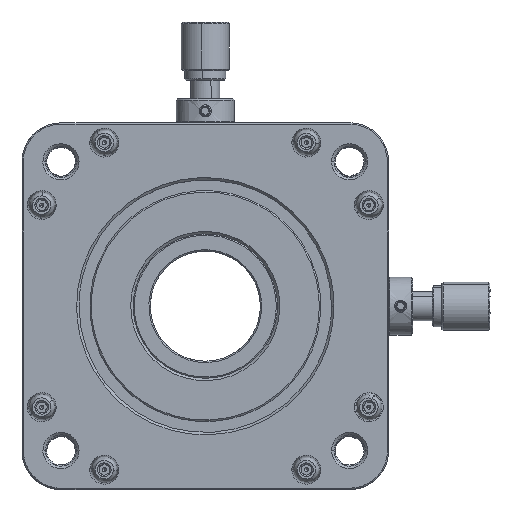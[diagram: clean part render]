
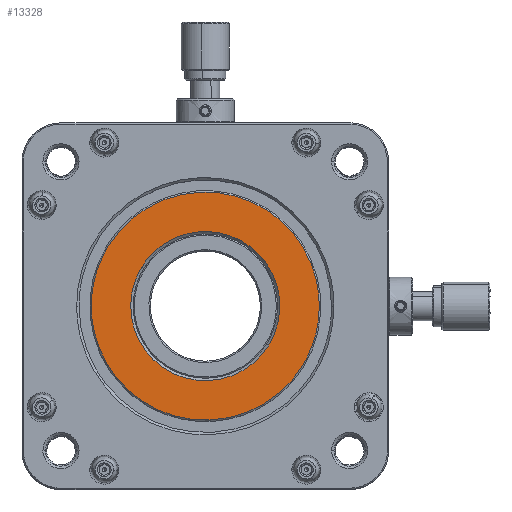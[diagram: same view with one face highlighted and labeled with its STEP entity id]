
A CAD part, top view. The second image highlights one B-rep face of the part: STEP entity #13328.
In plain terms, the highlighted free-form (B-spline) face has degree [1, 1] with [2, 2] control points.
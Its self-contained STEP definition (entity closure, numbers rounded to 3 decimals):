
#610 = CARTESIAN_POINT ( 'NONE',  ( 2.916, 34.536, 18.5 ) ) ;
#1265 = CARTESIAN_POINT ( 'NONE',  ( -13.231, 8.073, 18.5 ) ) ;
#1321 = CARTESIAN_POINT ( 'NONE',  ( -14.492, -5.593, 18.5 ) ) ;
#1357 = ORIENTED_EDGE ( 'NONE', *, *, #15630, .F. ) ;
#1455 = CARTESIAN_POINT ( 'NONE',  ( -13.761, 7.205, 18.5 ) ) ;
#1695 = B_SPLINE_SURFACE_WITH_KNOTS ( 'NONE', 1, 1, ( 
 ( #13530, #11500 ),
 ( #15689, #17712 ) ),
 .UNSPECIFIED., .F., .F., .F.,
 ( 2, 2 ),
 ( 2, 2 ),
 ( 0., 1. ),
 ( 0., 1. ),
 .UNSPECIFIED. ) ;
#2001 = CARTESIAN_POINT ( 'NONE',  ( -20.231, 12.345, 18.5 ) ) ;
#2455 = EDGE_CURVE ( 'NONE', #16387, #21062, #22382, .T. ) ;
#2890 = CARTESIAN_POINT ( 'NONE',  ( 13.231, -8.073, 18.5 ) ) ;
#2933 = ORIENTED_EDGE ( 'NONE', *, *, #22966, .T. ) ;
#3500 = CARTESIAN_POINT ( 'NONE',  ( -13.636, -7.44, 18.5 ) ) ;
#3628 = CARTESIAN_POINT ( 'NONE',  ( 7.44, -13.636, 18.5 ) ) ;
#4901 = VERTEX_POINT ( 'NONE', #19590 ) ;
#5121 = EDGE_CURVE ( 'NONE', #21062, #16387, #7936, .T. ) ;
#5214 = CARTESIAN_POINT ( 'NONE',  ( -14.202, 6.293, 18.5 ) ) ;
#5326 = EDGE_LOOP ( 'NONE', ( #1357, #2933 ) ) ;
#5484 = CARTESIAN_POINT ( 'NONE',  ( -8.942, -12.701, 18.5 ) ) ;
#5624 = CARTESIAN_POINT ( 'NONE',  ( -11.923, -9.957, 18.5 ) ) ;
#5686 = FACE_OUTER_BOUND ( 'NONE', #14624, .T. ) ;
#7655 = CARTESIAN_POINT ( 'NONE',  ( 4.636, -14.825, 18.5 ) ) ;
#7917 = VERTEX_POINT ( 'NONE', #1265 ) ;
#7936 =( BOUNDED_CURVE ( )  B_SPLINE_CURVE ( 3, ( #20678, #8736, #17008, #10376 ),
 .UNSPECIFIED., .F., .F. ) 
 B_SPLINE_CURVE_WITH_KNOTS ( ( 4, 4 ),
 ( 0., 1. ),
 .UNSPECIFIED. ) 
 CURVE ( )  GEOMETRIC_REPRESENTATION_ITEM ( )  RATIONAL_B_SPLINE_CURVE ( ( 1., 0.333, 0.333, 1. ) ) 
 REPRESENTATION_ITEM ( '' )  );
#7975 = CARTESIAN_POINT ( 'NONE',  ( 20.231, -12.345, 18.5 ) ) ;
#8671 = CARTESIAN_POINT ( 'NONE',  ( 29.378, 18.389, 18.5 ) ) ;
#8736 = CARTESIAN_POINT ( 'NONE',  ( -4.458, -52.807, 18.5 ) ) ;
#9261 = CARTESIAN_POINT ( 'NONE',  ( 9.957, -11.923, 18.5 ) ) ;
#9662 = CARTESIAN_POINT ( 'NONE',  ( -13.122, -8.312, 18.5 ) ) ;
#9692 = ORIENTED_EDGE ( 'NONE', *, *, #5121, .F. ) ;
#10376 = CARTESIAN_POINT ( 'NONE',  ( -20.231, 12.345, 18.5 ) ) ;
#11500 = CARTESIAN_POINT ( 'NONE',  ( 32.967, 7.981, 18.5 ) ) ;
#11574 = CARTESIAN_POINT ( 'NONE',  ( -7.205, -13.761, 18.5 ) ) ;
#11709 = CARTESIAN_POINT ( 'NONE',  ( -14.825, -4.636, 18.5 ) ) ;
#11843 = CARTESIAN_POINT ( 'NONE',  ( 8.312, -13.122, 18.5 ) ) ;
#12891 = CARTESIAN_POINT ( 'NONE',  ( -13.231, 8.073, 18.5 ) ) ;
#13328 = ADVANCED_FACE ( 'NONE', ( #23789, #5686 ), #1695, .T. ) ;
#13530 = CARTESIAN_POINT ( 'NONE',  ( -7.981, 32.967, 18.5 ) ) ;
#13601 = CARTESIAN_POINT ( 'NONE',  ( -6.293, -14.202, 18.5 ) ) ;
#13739 = CARTESIAN_POINT ( 'NONE',  ( -1.39, -15.471, 18.5 ) ) ;
#14013 = CARTESIAN_POINT ( 'NONE',  ( -0.379, -15.529, 18.5 ) ) ;
#14624 = EDGE_LOOP ( 'NONE', ( #17179, #9692 ) ) ;
#15627 = CARTESIAN_POINT ( 'NONE',  ( -15.529, 0.379, 18.5 ) ) ;
#15630 = EDGE_CURVE ( 'NONE', #4901, #7917, #26189, .T. ) ;
#15689 = CARTESIAN_POINT ( 'NONE',  ( -32.967, -7.981, 18.5 ) ) ;
#15762 = CARTESIAN_POINT ( 'NONE',  ( -15.304, -2.658, 18.5 ) ) ;
#15901 = CARTESIAN_POINT ( 'NONE',  ( 2.658, -15.304, 18.5 ) ) ;
#16226 = CARTESIAN_POINT ( 'NONE',  ( 20.231, -12.345, 18.5 ) ) ;
#16387 = VERTEX_POINT ( 'NONE', #2001 ) ;
#17008 = CARTESIAN_POINT ( 'NONE',  ( -44.92, -28.118, 18.5 ) ) ;
#17179 = ORIENTED_EDGE ( 'NONE', *, *, #2455, .F. ) ;
#17712 = CARTESIAN_POINT ( 'NONE',  ( 7.981, -32.967, 18.5 ) ) ;
#17787 = CARTESIAN_POINT ( 'NONE',  ( -4.382, -14.903, 18.5 ) ) ;
#18061 = CARTESIAN_POINT ( 'NONE',  ( -13.231, 8.073, 18.5 ) ) ;
#19558 = CARTESIAN_POINT ( 'NONE',  ( 10.713, -11.248, 18.5 ) ) ;
#19590 = CARTESIAN_POINT ( 'NONE',  ( 13.231, -8.073, 18.5 ) ) ;
#19689 = CARTESIAN_POINT ( 'NONE',  ( -11.248, -10.713, 18.5 ) ) ;
#19961 = CARTESIAN_POINT ( 'NONE',  ( -9.751, -12.092, 18.5 ) ) ;
#20678 = CARTESIAN_POINT ( 'NONE',  ( 20.231, -12.345, 18.5 ) ) ;
#21062 = VERTEX_POINT ( 'NONE', #7975 ) ;
#21843 = CARTESIAN_POINT ( 'NONE',  ( 1.655, -15.445, 18.5 ) ) ;
#21979 = CARTESIAN_POINT ( 'NONE',  ( 12.701, -8.942, 18.5 ) ) ;
#22243 = CARTESIAN_POINT ( 'NONE',  ( -15.471, 1.39, 18.5 ) ) ;
#22300 = CARTESIAN_POINT ( 'NONE',  ( -20.231, 12.345, 18.5 ) ) ;
#22382 =( BOUNDED_CURVE ( )  B_SPLINE_CURVE ( 3, ( #22300, #26344, #26617, #16226 ),
 .UNSPECIFIED., .F., .F. ) 
 B_SPLINE_CURVE_WITH_KNOTS ( ( 4, 4 ),
 ( 0., 1. ),
 .UNSPECIFIED. ) 
 CURVE ( )  GEOMETRIC_REPRESENTATION_ITEM ( )  RATIONAL_B_SPLINE_CURVE ( ( 1., 0.333, 0.333, 1. ) ) 
 REPRESENTATION_ITEM ( '' )  );
#22966 = EDGE_CURVE ( 'NONE', #4901, #7917, #23449, .T. ) ;
#23449 = B_SPLINE_CURVE_WITH_KNOTS ( 'NONE', 3,
 ( #25487, #21979, #26147, #19558, #9261, #11843, #3628, #24257, #7655, #15901, #21843, #14013, #13739, #25752, #17787, #13601, #11574, #5484, #19961, #19689, #5624, #9662, #3500, #1321, #11709, #15762, #25875, #15627, #22243, #23993, #24125, #5214, #1455, #18061 ),
 .UNSPECIFIED., .F., .F.,
 ( 4, 2, 2, 2, 2, 2, 2, 2, 2, 2, 2, 2, 2, 2, 2, 2, 4 ),
 ( 0., 0.063, 0.125, 0.188, 0.25, 0.313, 0.375, 0.438, 0.5, 0.563, 0.625, 0.688, 0.75, 0.813, 0.875, 0.938, 1. ),
 .UNSPECIFIED. ) ;
#23789 = FACE_BOUND ( 'NONE', #5326, .T. ) ;
#23993 = CARTESIAN_POINT ( 'NONE',  ( -15.156, 3.401, 18.5 ) ) ;
#24125 = CARTESIAN_POINT ( 'NONE',  ( -14.903, 4.382, 18.5 ) ) ;
#24257 = CARTESIAN_POINT ( 'NONE',  ( 5.593, -14.492, 18.5 ) ) ;
#25487 = CARTESIAN_POINT ( 'NONE',  ( 13.231, -8.073, 18.5 ) ) ;
#25752 = CARTESIAN_POINT ( 'NONE',  ( -3.401, -15.156, 18.5 ) ) ;
#25875 = CARTESIAN_POINT ( 'NONE',  ( -15.445, -1.655, 18.5 ) ) ;
#26147 = CARTESIAN_POINT ( 'NONE',  ( 12.092, -9.751, 18.5 ) ) ;
#26189 =( BOUNDED_CURVE ( )  B_SPLINE_CURVE ( 3, ( #2890, #8671, #610, #12891 ),
 .UNSPECIFIED., .F., .F. ) 
 B_SPLINE_CURVE_WITH_KNOTS ( ( 4, 4 ),
 ( 0., 1. ),
 .UNSPECIFIED. ) 
 CURVE ( )  GEOMETRIC_REPRESENTATION_ITEM ( )  RATIONAL_B_SPLINE_CURVE ( ( 1., 0.333, 0.333, 1. ) ) 
 REPRESENTATION_ITEM ( '' )  );
#26344 = CARTESIAN_POINT ( 'NONE',  ( 4.458, 52.807, 18.5 ) ) ;
#26617 = CARTESIAN_POINT ( 'NONE',  ( 44.92, 28.118, 18.5 ) ) ;
